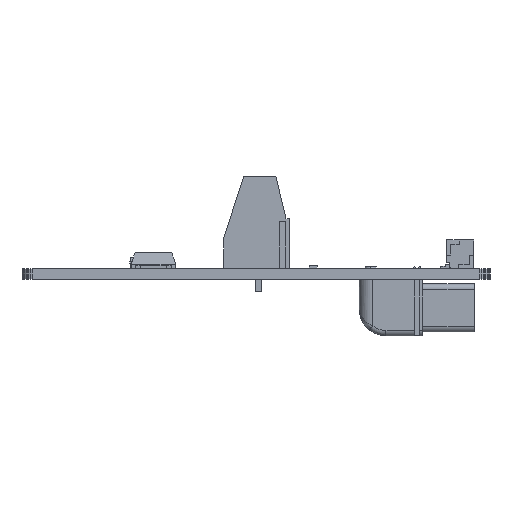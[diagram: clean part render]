
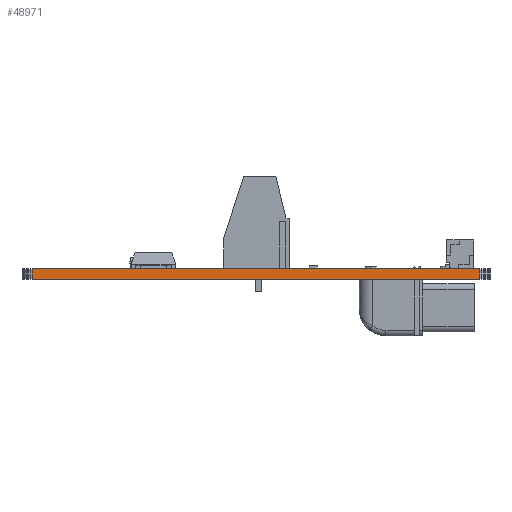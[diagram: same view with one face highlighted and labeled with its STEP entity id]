
A CAD part, left-side view. The second image highlights one B-rep face of the part: STEP entity #48971.
In plain terms, the highlighted planar face has unit normal (-1, 0, 0).
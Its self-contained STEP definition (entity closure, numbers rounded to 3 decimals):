
#38270 = PLANE('',#38271);
#38271 = AXIS2_PLACEMENT_3D('',#38272,#38273,#38274);
#38272 = CARTESIAN_POINT('',(127.965,-99.873,1.6));
#38273 = DIRECTION('',(-0.,-0.,-1.));
#38274 = DIRECTION('',(-1.,0.,0.));
#38324 = PLANE('',#38325);
#38325 = AXIS2_PLACEMENT_3D('',#38326,#38327,#38328);
#38326 = CARTESIAN_POINT('',(127.965,-99.873,0.));
#38327 = DIRECTION('',(-0.,-0.,-1.));
#38328 = DIRECTION('',(-1.,0.,0.));
#39273 = VERTEX_POINT('',#39274);
#39274 = CARTESIAN_POINT('',(92.965,-133.373,0.));
#39288 = PLANE('',#39289);
#39289 = AXIS2_PLACEMENT_3D('',#39290,#39291,#39292);
#39290 = CARTESIAN_POINT('',(92.984,-133.607,0.));
#39291 = DIRECTION('',(-0.997,-0.078,0.));
#39292 = DIRECTION('',(-0.078,0.997,0.));
#39300 = EDGE_CURVE('',#39273,#39301,#39303,.T.);
#39301 = VERTEX_POINT('',#39302);
#39302 = CARTESIAN_POINT('',(92.965,-66.373,0.));
#39303 = SURFACE_CURVE('',#39304,(#39308,#39315),.PCURVE_S1.);
#39304 = LINE('',#39305,#39306);
#39305 = CARTESIAN_POINT('',(92.965,-133.373,0.));
#39306 = VECTOR('',#39307,1.);
#39307 = DIRECTION('',(0.,1.,0.));
#39308 = PCURVE('',#38324,#39309);
#39309 = DEFINITIONAL_REPRESENTATION('',(#39310),#39314);
#39310 = LINE('',#39311,#39312);
#39311 = CARTESIAN_POINT('',(35.,-33.5));
#39312 = VECTOR('',#39313,1.);
#39313 = DIRECTION('',(0.,1.));
#39314 = ( GEOMETRIC_REPRESENTATION_CONTEXT(2) 
PARAMETRIC_REPRESENTATION_CONTEXT() REPRESENTATION_CONTEXT('2D SPACE',''
  ) );
#39315 = PCURVE('',#39316,#39321);
#39316 = PLANE('',#39317);
#39317 = AXIS2_PLACEMENT_3D('',#39318,#39319,#39320);
#39318 = CARTESIAN_POINT('',(92.965,-133.373,0.));
#39319 = DIRECTION('',(-1.,0.,0.));
#39320 = DIRECTION('',(0.,1.,0.));
#39321 = DEFINITIONAL_REPRESENTATION('',(#39322),#39326);
#39322 = LINE('',#39323,#39324);
#39323 = CARTESIAN_POINT('',(0.,0.));
#39324 = VECTOR('',#39325,1.);
#39325 = DIRECTION('',(1.,0.));
#39326 = ( GEOMETRIC_REPRESENTATION_CONTEXT(2) 
PARAMETRIC_REPRESENTATION_CONTEXT() REPRESENTATION_CONTEXT('2D SPACE',''
  ) );
#39344 = PLANE('',#39345);
#39345 = AXIS2_PLACEMENT_3D('',#39346,#39347,#39348);
#39346 = CARTESIAN_POINT('',(92.965,-66.373,0.));
#39347 = DIRECTION('',(-0.997,0.078,0.));
#39348 = DIRECTION('',(0.078,0.997,0.));
#44523 = VERTEX_POINT('',#44524);
#44524 = CARTESIAN_POINT('',(92.965,-133.373,1.6));
#44545 = EDGE_CURVE('',#44523,#44546,#44548,.T.);
#44546 = VERTEX_POINT('',#44547);
#44547 = CARTESIAN_POINT('',(92.965,-66.373,1.6));
#44548 = SURFACE_CURVE('',#44549,(#44553,#44560),.PCURVE_S1.);
#44549 = LINE('',#44550,#44551);
#44550 = CARTESIAN_POINT('',(92.965,-133.373,1.6));
#44551 = VECTOR('',#44552,1.);
#44552 = DIRECTION('',(0.,1.,0.));
#44553 = PCURVE('',#38270,#44554);
#44554 = DEFINITIONAL_REPRESENTATION('',(#44555),#44559);
#44555 = LINE('',#44556,#44557);
#44556 = CARTESIAN_POINT('',(35.,-33.5));
#44557 = VECTOR('',#44558,1.);
#44558 = DIRECTION('',(0.,1.));
#44559 = ( GEOMETRIC_REPRESENTATION_CONTEXT(2) 
PARAMETRIC_REPRESENTATION_CONTEXT() REPRESENTATION_CONTEXT('2D SPACE',''
  ) );
#44560 = PCURVE('',#39316,#44561);
#44561 = DEFINITIONAL_REPRESENTATION('',(#44562),#44566);
#44562 = LINE('',#44563,#44564);
#44563 = CARTESIAN_POINT('',(0.,-1.6));
#44564 = VECTOR('',#44565,1.);
#44565 = DIRECTION('',(1.,0.));
#44566 = ( GEOMETRIC_REPRESENTATION_CONTEXT(2) 
PARAMETRIC_REPRESENTATION_CONTEXT() REPRESENTATION_CONTEXT('2D SPACE',''
  ) );
#48921 = EDGE_CURVE('',#39301,#44546,#48922,.T.);
#48922 = SURFACE_CURVE('',#48923,(#48927,#48934),.PCURVE_S1.);
#48923 = LINE('',#48924,#48925);
#48924 = CARTESIAN_POINT('',(92.965,-66.373,0.));
#48925 = VECTOR('',#48926,1.);
#48926 = DIRECTION('',(0.,0.,1.));
#48927 = PCURVE('',#39344,#48928);
#48928 = DEFINITIONAL_REPRESENTATION('',(#48929),#48933);
#48929 = LINE('',#48930,#48931);
#48930 = CARTESIAN_POINT('',(0.,0.));
#48931 = VECTOR('',#48932,1.);
#48932 = DIRECTION('',(0.,-1.));
#48933 = ( GEOMETRIC_REPRESENTATION_CONTEXT(2) 
PARAMETRIC_REPRESENTATION_CONTEXT() REPRESENTATION_CONTEXT('2D SPACE',''
  ) );
#48934 = PCURVE('',#39316,#48935);
#48935 = DEFINITIONAL_REPRESENTATION('',(#48936),#48940);
#48936 = LINE('',#48937,#48938);
#48937 = CARTESIAN_POINT('',(67.,0.));
#48938 = VECTOR('',#48939,1.);
#48939 = DIRECTION('',(0.,-1.));
#48940 = ( GEOMETRIC_REPRESENTATION_CONTEXT(2) 
PARAMETRIC_REPRESENTATION_CONTEXT() REPRESENTATION_CONTEXT('2D SPACE',''
  ) );
#48971 = ADVANCED_FACE('',(#48972),#39316,.T.);
#48972 = FACE_BOUND('',#48973,.T.);
#48973 = EDGE_LOOP('',(#48974,#48995,#48996,#48997));
#48974 = ORIENTED_EDGE('',*,*,#48975,.T.);
#48975 = EDGE_CURVE('',#39273,#44523,#48976,.T.);
#48976 = SURFACE_CURVE('',#48977,(#48981,#48988),.PCURVE_S1.);
#48977 = LINE('',#48978,#48979);
#48978 = CARTESIAN_POINT('',(92.965,-133.373,0.));
#48979 = VECTOR('',#48980,1.);
#48980 = DIRECTION('',(0.,0.,1.));
#48981 = PCURVE('',#39316,#48982);
#48982 = DEFINITIONAL_REPRESENTATION('',(#48983),#48987);
#48983 = LINE('',#48984,#48985);
#48984 = CARTESIAN_POINT('',(0.,0.));
#48985 = VECTOR('',#48986,1.);
#48986 = DIRECTION('',(0.,-1.));
#48987 = ( GEOMETRIC_REPRESENTATION_CONTEXT(2) 
PARAMETRIC_REPRESENTATION_CONTEXT() REPRESENTATION_CONTEXT('2D SPACE',''
  ) );
#48988 = PCURVE('',#39288,#48989);
#48989 = DEFINITIONAL_REPRESENTATION('',(#48990),#48994);
#48990 = LINE('',#48991,#48992);
#48991 = CARTESIAN_POINT('',(0.235,0.));
#48992 = VECTOR('',#48993,1.);
#48993 = DIRECTION('',(0.,-1.));
#48994 = ( GEOMETRIC_REPRESENTATION_CONTEXT(2) 
PARAMETRIC_REPRESENTATION_CONTEXT() REPRESENTATION_CONTEXT('2D SPACE',''
  ) );
#48995 = ORIENTED_EDGE('',*,*,#44545,.T.);
#48996 = ORIENTED_EDGE('',*,*,#48921,.F.);
#48997 = ORIENTED_EDGE('',*,*,#39300,.F.);
